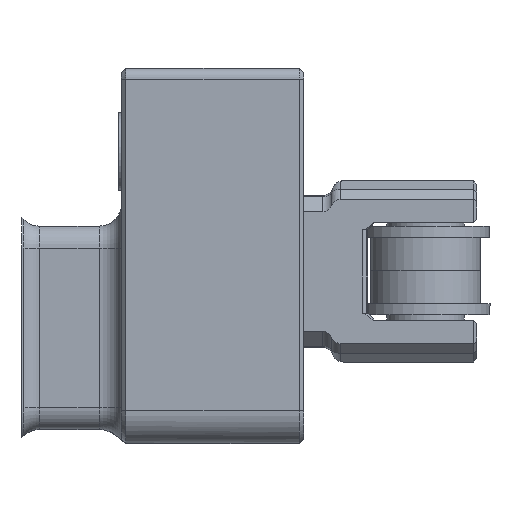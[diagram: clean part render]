
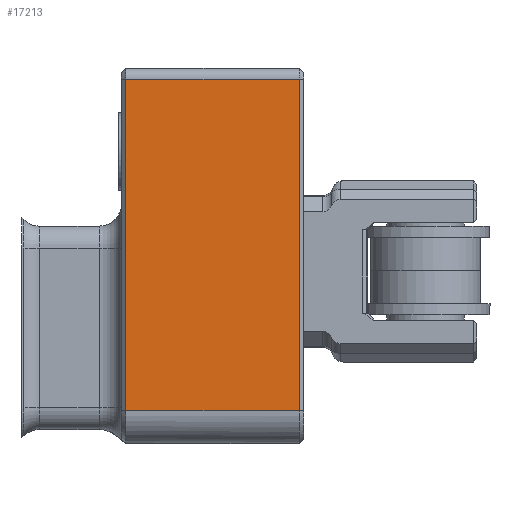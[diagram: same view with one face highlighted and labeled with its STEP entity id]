
A CAD part, left-side view. The second image highlights one B-rep face of the part: STEP entity #17213.
In plain terms, the highlighted planar face has unit normal (-1, 0, 0).
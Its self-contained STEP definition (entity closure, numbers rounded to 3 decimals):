
#2518=FACE_OUTER_BOUND('',#3557,.T.);
#3557=EDGE_LOOP('',(#15876,#15877,#15878,#15879));
#5412=LINE('',#34919,#6661);
#5414=LINE('',#34924,#6663);
#5458=LINE('',#35521,#6707);
#5461=LINE('',#35526,#6710);
#6661=VECTOR('',#23512,1000.);
#6663=VECTOR('',#23518,1000.);
#6707=VECTOR('',#23730,1000.);
#6710=VECTOR('',#23737,1000.);
#8270=VERTEX_POINT('',#34914);
#8271=VERTEX_POINT('',#34918);
#8272=VERTEX_POINT('',#34922);
#8309=VERTEX_POINT('',#35371);
#10752=EDGE_CURVE('',#8271,#8270,#5412,.T.);
#10755=EDGE_CURVE('',#8270,#8272,#5414,.T.);
#10848=EDGE_CURVE('',#8309,#8271,#5458,.T.);
#10851=EDGE_CURVE('',#8272,#8309,#5461,.T.);
#15876=ORIENTED_EDGE('',*,*,#10755,.T.);
#15877=ORIENTED_EDGE('',*,*,#10851,.T.);
#15878=ORIENTED_EDGE('',*,*,#10848,.T.);
#15879=ORIENTED_EDGE('',*,*,#10752,.T.);
#16232=PLANE('',#19080);
#17213=ADVANCED_FACE('',(#2518),#16232,.F.);
#19080=AXIS2_PLACEMENT_3D('',#35527,#23738,#23739);
#23512=DIRECTION('',(0.,0.,1.));
#23518=DIRECTION('',(0.,1.,0.));
#23730=DIRECTION('',(0.,-1.,0.));
#23737=DIRECTION('',(0.,0.,-1.));
#23738=DIRECTION('center_axis',(1.,0.,0.));
#23739=DIRECTION('ref_axis',(0.,1.,0.));
#34914=CARTESIAN_POINT('',(43.9,113.409,270.862));
#34918=CARTESIAN_POINT('',(43.9,113.409,240.848));
#34919=CARTESIAN_POINT('',(43.9,113.409,248.312));
#34922=CARTESIAN_POINT('',(43.9,129.109,270.862));
#34924=CARTESIAN_POINT('',(43.9,146.009,270.862));
#35371=CARTESIAN_POINT('',(43.9,129.109,240.848));
#35521=CARTESIAN_POINT('',(43.9,146.009,240.848));
#35526=CARTESIAN_POINT('',(43.9,129.109,248.312));
#35527=CARTESIAN_POINT('Origin',(43.9,146.009,248.312));
